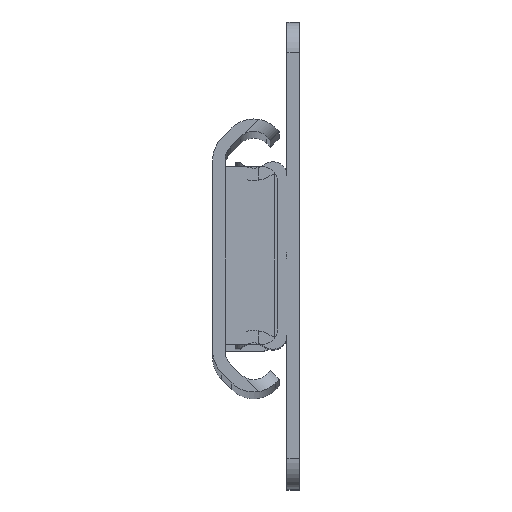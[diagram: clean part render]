
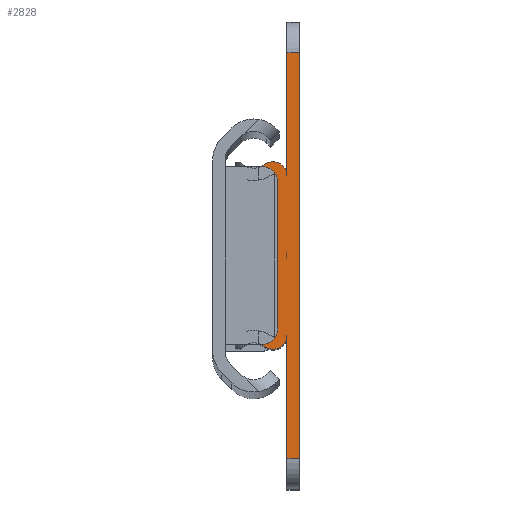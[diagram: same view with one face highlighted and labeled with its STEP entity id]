
A CAD part, top view. The second image highlights one B-rep face of the part: STEP entity #2828.
In plain terms, the highlighted planar face has unit normal (0, 0, 1).
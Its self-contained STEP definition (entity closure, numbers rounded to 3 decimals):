
#77 = VERTEX_POINT ( 'NONE', #3621 ) ;
#111 = VERTEX_POINT ( 'NONE', #3073 ) ;
#112 = DIRECTION ( 'NONE',  ( 1., 0., 0. ) ) ;
#188 = VERTEX_POINT ( 'NONE', #646 ) ;
#202 = CARTESIAN_POINT ( 'NONE',  ( 0., 0., 0. ) ) ;
#280 = LINE ( 'NONE', #1206, #1952 ) ;
#290 = ORIENTED_EDGE ( 'NONE', *, *, #2659, .T. ) ;
#356 = DIRECTION ( 'NONE',  ( 0., -1., 0. ) ) ;
#364 = EDGE_CURVE ( 'NONE', #1362, #3026, #2672, .T. ) ;
#367 = CARTESIAN_POINT ( 'NONE',  ( 0., 26.2, 0. ) ) ;
#377 = EDGE_CURVE ( 'NONE', #188, #754, #3886, .T. ) ;
#408 = CARTESIAN_POINT ( 'NONE',  ( -1.8, 10.32, 0. ) ) ;
#410 = VECTOR ( 'NONE', #3450, 1000. ) ;
#428 = ORIENTED_EDGE ( 'NONE', *, *, #2896, .T. ) ;
#439 = CIRCLE ( 'NONE', #2143, 0.2 ) ;
#445 = VERTEX_POINT ( 'NONE', #1471 ) ;
#449 = DIRECTION ( 'NONE',  ( 0., 0., -1. ) ) ;
#503 = EDGE_CURVE ( 'NONE', #1510, #111, #1171, .T. ) ;
#529 = CARTESIAN_POINT ( 'NONE',  ( -4.3, -13.67, 0. ) ) ;
#530 = ORIENTED_EDGE ( 'NONE', *, *, #3843, .T. ) ;
#536 = CIRCLE ( 'NONE', #1734, 3.98 ) ;
#603 = DIRECTION ( 'NONE',  ( 0., 0., -1. ) ) ;
#625 = EDGE_CURVE ( 'NONE', #2269, #2075, #2206, .T. ) ;
#629 = CARTESIAN_POINT ( 'NONE',  ( -1.92, -10.48, 0. ) ) ;
#646 = CARTESIAN_POINT ( 'NONE',  ( 0., 10.32, 0. ) ) ;
#681 = CARTESIAN_POINT ( 'NONE',  ( 0., 0., 0. ) ) ;
#702 = DIRECTION ( 'NONE',  ( 0., -1., 0. ) ) ;
#733 = EDGE_CURVE ( 'NONE', #77, #1620, #889, .T. ) ;
#754 = VERTEX_POINT ( 'NONE', #1750 ) ;
#763 = EDGE_CURVE ( 'NONE', #1620, #2269, #1200, .T. ) ;
#765 = ORIENTED_EDGE ( 'NONE', *, *, #2454, .T. ) ;
#792 = DIRECTION ( 'NONE',  ( 0., -1., 0. ) ) ;
#797 = VECTOR ( 'NONE', #702, 1000. ) ;
#807 = CARTESIAN_POINT ( 'NONE',  ( 1.6, -26.2, 0. ) ) ;
#827 = CARTESIAN_POINT ( 'NONE',  ( -4.3, 13.67, 0. ) ) ;
#872 = ORIENTED_EDGE ( 'NONE', *, *, #1283, .T. ) ;
#886 = AXIS2_PLACEMENT_3D ( 'NONE', #3149, #449, #2605 ) ;
#889 = CIRCLE ( 'NONE', #2282, 0.2 ) ;
#1012 = CARTESIAN_POINT ( 'NONE',  ( -1.6, 10.32, 0. ) ) ;
#1016 = DIRECTION ( 'NONE',  ( 1., 0., 0. ) ) ;
#1048 = CARTESIAN_POINT ( 'NONE',  ( -3.7, -11.367, 0. ) ) ;
#1085 = ORIENTED_EDGE ( 'NONE', *, *, #503, .T. ) ;
#1135 = DIRECTION ( 'NONE',  ( 1., 0., 0. ) ) ;
#1171 = CIRCLE ( 'NONE', #1554, 1.8 ) ;
#1172 = DIRECTION ( 'NONE',  ( 0., 0., 1. ) ) ;
#1189 = CARTESIAN_POINT ( 'NONE',  ( -1.8, 10.32, 0. ) ) ;
#1200 = CIRCLE ( 'NONE', #2090, 3.98 ) ;
#1206 = CARTESIAN_POINT ( 'NONE',  ( 1.6, -30.2, 0. ) ) ;
#1244 = DIRECTION ( 'NONE',  ( -1., 0., 0. ) ) ;
#1265 = LINE ( 'NONE', #681, #1956 ) ;
#1269 = ORIENTED_EDGE ( 'NONE', *, *, #3466, .T. ) ;
#1283 = EDGE_CURVE ( 'NONE', #1383, #77, #3134, .T. ) ;
#1313 = PLANE ( 'NONE',  #2065 ) ;
#1323 = ORIENTED_EDGE ( 'NONE', *, *, #1617, .T. ) ;
#1362 = VERTEX_POINT ( 'NONE', #2555 ) ;
#1383 = VERTEX_POINT ( 'NONE', #1012 ) ;
#1471 = CARTESIAN_POINT ( 'NONE',  ( 0., -26.2, 0. ) ) ;
#1510 = VERTEX_POINT ( 'NONE', #3887 ) ;
#1554 = AXIS2_PLACEMENT_3D ( 'NONE', #1571, #3418, #1016 ) ;
#1571 = CARTESIAN_POINT ( 'NONE',  ( -1.8, -10.32, 0. ) ) ;
#1614 = DIRECTION ( 'NONE',  ( 0., 0., 1. ) ) ;
#1617 = EDGE_CURVE ( 'NONE', #1882, #2333, #3273, .T. ) ;
#1620 = VERTEX_POINT ( 'NONE', #629 ) ;
#1625 = CARTESIAN_POINT ( 'NONE',  ( -1.6, 0., 0. ) ) ;
#1649 = LINE ( 'NONE', #2864, #410 ) ;
#1693 = VECTOR ( 'NONE', #1244, 1000. ) ;
#1734 = AXIS2_PLACEMENT_3D ( 'NONE', #1863, #2158, #2101 ) ;
#1750 = CARTESIAN_POINT ( 'NONE',  ( -2.877, 11.763, 0. ) ) ;
#1806 = DIRECTION ( 'NONE',  ( 0., -1., 0. ) ) ;
#1849 = VECTOR ( 'NONE', #356, 1000. ) ;
#1856 = CARTESIAN_POINT ( 'NONE',  ( -3.7, 9.735, 0. ) ) ;
#1863 = CARTESIAN_POINT ( 'NONE',  ( -4.3, 13.67, 0. ) ) ;
#1882 = VERTEX_POINT ( 'NONE', #2240 ) ;
#1924 = DIRECTION ( 'NONE',  ( 0., -1., 0. ) ) ;
#1952 = VECTOR ( 'NONE', #1806, 1000. ) ;
#1956 = VECTOR ( 'NONE', #2807, 1000. ) ;
#1978 = LINE ( 'NONE', #202, #3841 ) ;
#2011 = VECTOR ( 'NONE', #1924, 1000. ) ;
#2033 = ORIENTED_EDGE ( 'NONE', *, *, #763, .T. ) ;
#2050 = DIRECTION ( 'NONE',  ( 0., 0., -1. ) ) ;
#2065 = AXIS2_PLACEMENT_3D ( 'NONE', #408, #1614, #112 ) ;
#2075 = VERTEX_POINT ( 'NONE', #1048 ) ;
#2090 = AXIS2_PLACEMENT_3D ( 'NONE', #529, #3478, #2876 ) ;
#2101 = DIRECTION ( 'NONE',  ( 1., 0., 0. ) ) ;
#2126 = AXIS2_PLACEMENT_3D ( 'NONE', #827, #603, #3009 ) ;
#2143 = AXIS2_PLACEMENT_3D ( 'NONE', #3597, #3617, #2970 ) ;
#2158 = DIRECTION ( 'NONE',  ( 0., 0., 1. ) ) ;
#2176 = CARTESIAN_POINT ( 'NONE',  ( -3.7, -9.735, 0. ) ) ;
#2191 = EDGE_LOOP ( 'NONE', ( #1269, #2879, #3429, #3112, #3668, #2355, #290, #1323, #530, #428, #872, #3207, #2033, #3106, #765, #1085 ) ) ;
#2195 = AXIS2_PLACEMENT_3D ( 'NONE', #1189, #1172, #3595 ) ;
#2206 = LINE ( 'NONE', #3399, #797 ) ;
#2240 = CARTESIAN_POINT ( 'NONE',  ( -3.7, 11.367, 0. ) ) ;
#2269 = VERTEX_POINT ( 'NONE', #2176 ) ;
#2282 = AXIS2_PLACEMENT_3D ( 'NONE', #2949, #2050, #1135 ) ;
#2333 = VERTEX_POINT ( 'NONE', #1856 ) ;
#2355 = ORIENTED_EDGE ( 'NONE', *, *, #377, .T. ) ;
#2421 = VERTEX_POINT ( 'NONE', #807 ) ;
#2454 = EDGE_CURVE ( 'NONE', #2075, #1510, #3464, .T. ) ;
#2555 = CARTESIAN_POINT ( 'NONE',  ( 1.6, 26.2, 0. ) ) ;
#2605 = DIRECTION ( 'NONE',  ( 1., 0., 0. ) ) ;
#2659 = EDGE_CURVE ( 'NONE', #754, #1882, #3193, .T. ) ;
#2672 = LINE ( 'NONE', #3897, #1693 ) ;
#2723 = CARTESIAN_POINT ( 'NONE',  ( -3.7, 10.32, 0. ) ) ;
#2807 = DIRECTION ( 'NONE',  ( 0., -1., 0. ) ) ;
#2813 = FACE_OUTER_BOUND ( 'NONE', #2191, .T. ) ;
#2828 = ADVANCED_FACE ( 'NONE', ( #2813 ), #1313, .T. ) ;
#2864 = CARTESIAN_POINT ( 'NONE',  ( 1.6, -26.2, 0. ) ) ;
#2876 = DIRECTION ( 'NONE',  ( 1., 0., 0. ) ) ;
#2879 = ORIENTED_EDGE ( 'NONE', *, *, #3902, .T. ) ;
#2896 = EDGE_CURVE ( 'NONE', #3717, #1383, #439, .T. ) ;
#2949 = CARTESIAN_POINT ( 'NONE',  ( -1.8, -10.32, 0. ) ) ;
#2970 = DIRECTION ( 'NONE',  ( 1., 0., 0. ) ) ;
#2979 = CARTESIAN_POINT ( 'NONE',  ( -1.92, 10.48, 0. ) ) ;
#3009 = DIRECTION ( 'NONE',  ( 1., 0., 0. ) ) ;
#3026 = VERTEX_POINT ( 'NONE', #367 ) ;
#3073 = CARTESIAN_POINT ( 'NONE',  ( 0., -10.32, 0. ) ) ;
#3106 = ORIENTED_EDGE ( 'NONE', *, *, #625, .T. ) ;
#3112 = ORIENTED_EDGE ( 'NONE', *, *, #364, .T. ) ;
#3134 = LINE ( 'NONE', #1625, #2011 ) ;
#3149 = CARTESIAN_POINT ( 'NONE',  ( -4.3, -13.67, 0. ) ) ;
#3187 = EDGE_CURVE ( 'NONE', #1362, #2421, #280, .T. ) ;
#3193 = CIRCLE ( 'NONE', #2126, 2.38 ) ;
#3207 = ORIENTED_EDGE ( 'NONE', *, *, #733, .T. ) ;
#3273 = LINE ( 'NONE', #2723, #1849 ) ;
#3344 = EDGE_CURVE ( 'NONE', #3026, #188, #1265, .T. ) ;
#3399 = CARTESIAN_POINT ( 'NONE',  ( -3.7, 10.32, 0. ) ) ;
#3418 = DIRECTION ( 'NONE',  ( 0., 0., 1. ) ) ;
#3429 = ORIENTED_EDGE ( 'NONE', *, *, #3187, .F. ) ;
#3450 = DIRECTION ( 'NONE',  ( 1., 0., 0. ) ) ;
#3464 = CIRCLE ( 'NONE', #886, 2.38 ) ;
#3466 = EDGE_CURVE ( 'NONE', #111, #445, #1978, .T. ) ;
#3478 = DIRECTION ( 'NONE',  ( 0., 0., 1. ) ) ;
#3595 = DIRECTION ( 'NONE',  ( 1., 0., 0. ) ) ;
#3597 = CARTESIAN_POINT ( 'NONE',  ( -1.8, 10.32, 0. ) ) ;
#3617 = DIRECTION ( 'NONE',  ( 0., 0., -1. ) ) ;
#3621 = CARTESIAN_POINT ( 'NONE',  ( -1.6, -10.32, 0. ) ) ;
#3668 = ORIENTED_EDGE ( 'NONE', *, *, #3344, .T. ) ;
#3717 = VERTEX_POINT ( 'NONE', #2979 ) ;
#3841 = VECTOR ( 'NONE', #792, 1000. ) ;
#3843 = EDGE_CURVE ( 'NONE', #2333, #3717, #536, .T. ) ;
#3886 = CIRCLE ( 'NONE', #2195, 1.8 ) ;
#3887 = CARTESIAN_POINT ( 'NONE',  ( -2.877, -11.763, 0. ) ) ;
#3897 = CARTESIAN_POINT ( 'NONE',  ( 0., 26.2, 0. ) ) ;
#3902 = EDGE_CURVE ( 'NONE', #445, #2421, #1649, .T. ) ;
